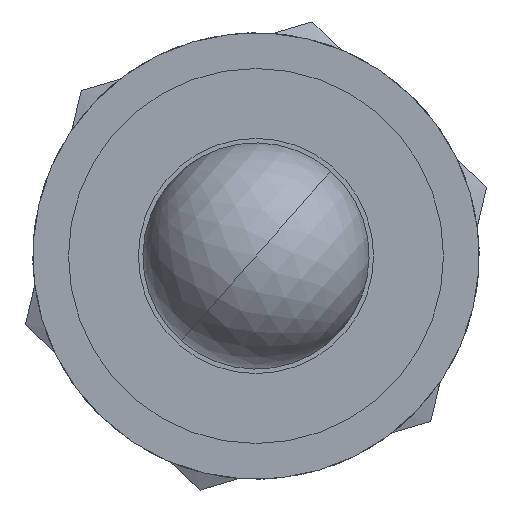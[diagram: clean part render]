
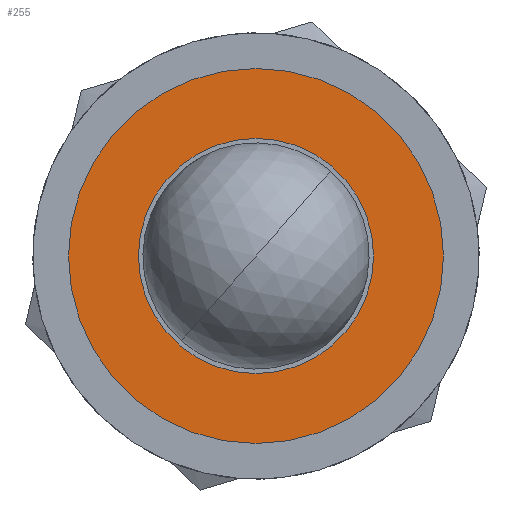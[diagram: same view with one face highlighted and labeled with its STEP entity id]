
A CAD part, left-side view. The second image highlights one B-rep face of the part: STEP entity #255.
In plain terms, the highlighted planar face has unit normal (-1, 0, 0).
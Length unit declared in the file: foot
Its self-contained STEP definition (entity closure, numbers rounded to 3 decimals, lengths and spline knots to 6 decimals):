
#255 = ADVANCED_FACE ( 'NONE', ( #10146, #2173 ), #1520, .F. ) ;
#304 = DIRECTION ( 'NONE',  ( -1., 0., 0. ) ) ;
#338 = EDGE_LOOP ( 'NONE', ( #1658, #11297 ) ) ;
#829 = AXIS2_PLACEMENT_3D ( 'NONE', #4362, #12051, #6369 ) ;
#848 = CARTESIAN_POINT ( 'NONE',  ( 0., 0., 0.016458 ) ) ;
#1001 = DIRECTION ( 'NONE',  ( 0., 0., 1. ) ) ;
#1037 = CARTESIAN_POINT ( 'NONE',  ( 0., 0., 0. ) ) ;
#1071 = DIRECTION ( 'NONE',  ( 0., 0., 1. ) ) ;
#1268 = DIRECTION ( 'NONE',  ( 0., 0., 1. ) ) ;
#1344 = AXIS2_PLACEMENT_3D ( 'NONE', #2768, #3653, #4704 ) ;
#1520 = PLANE ( 'NONE',  #829 ) ;
#1658 = ORIENTED_EDGE ( 'NONE', *, *, #2396, .F. ) ;
#1746 = VERTEX_POINT ( 'NONE', #2216 ) ;
#2173 = FACE_OUTER_BOUND ( 'NONE', #10656, .T. ) ;
#2216 = CARTESIAN_POINT ( 'NONE',  ( 0., 0., 0.02625 ) ) ;
#2396 = EDGE_CURVE ( 'NONE', #4780, #4721, #5010, .T. ) ;
#2768 = CARTESIAN_POINT ( 'NONE',  ( 0., 0., 0. ) ) ;
#3067 = AXIS2_PLACEMENT_3D ( 'NONE', #9631, #3885, #1071 ) ;
#3541 = ORIENTED_EDGE ( 'NONE', *, *, #12212, .T. ) ;
#3653 = DIRECTION ( 'NONE',  ( -1., 0., 0. ) ) ;
#3885 = DIRECTION ( 'NONE',  ( -1., 0., 0. ) ) ;
#3931 = DIRECTION ( 'NONE',  ( -1., 0., 0. ) ) ;
#4362 = CARTESIAN_POINT ( 'NONE',  ( 0., 0.016458, 0. ) ) ;
#4592 = EDGE_CURVE ( 'NONE', #1746, #11149, #8208, .T. ) ;
#4704 = DIRECTION ( 'NONE',  ( 0., 0., 1. ) ) ;
#4721 = VERTEX_POINT ( 'NONE', #11464 ) ;
#4780 = VERTEX_POINT ( 'NONE', #848 ) ;
#5010 = CIRCLE ( 'NONE', #6718, 0.016458 ) ;
#5932 = CIRCLE ( 'NONE', #1344, 0.016458 ) ;
#6369 = DIRECTION ( 'NONE',  ( 0., 0., -1. ) ) ;
#6718 = AXIS2_PLACEMENT_3D ( 'NONE', #11753, #304, #1268 ) ;
#6893 = CARTESIAN_POINT ( 'NONE',  ( 0., 0., -0.02625 ) ) ;
#8208 = CIRCLE ( 'NONE', #10794, 0.02625 ) ;
#8324 = ORIENTED_EDGE ( 'NONE', *, *, #4592, .T. ) ;
#8480 = CIRCLE ( 'NONE', #3067, 0.02625 ) ;
#9631 = CARTESIAN_POINT ( 'NONE',  ( 0., 0., 0. ) ) ;
#10146 = FACE_BOUND ( 'NONE', #338, .T. ) ;
#10245 = EDGE_CURVE ( 'NONE', #4721, #4780, #5932, .T. ) ;
#10656 = EDGE_LOOP ( 'NONE', ( #8324, #3541 ) ) ;
#10794 = AXIS2_PLACEMENT_3D ( 'NONE', #1037, #3931, #1001 ) ;
#11149 = VERTEX_POINT ( 'NONE', #6893 ) ;
#11297 = ORIENTED_EDGE ( 'NONE', *, *, #10245, .F. ) ;
#11464 = CARTESIAN_POINT ( 'NONE',  ( 0., 0., -0.016458 ) ) ;
#11753 = CARTESIAN_POINT ( 'NONE',  ( 0., 0., 0. ) ) ;
#12051 = DIRECTION ( 'NONE',  ( 1., 0., 0. ) ) ;
#12212 = EDGE_CURVE ( 'NONE', #11149, #1746, #8480, .T. ) ;
